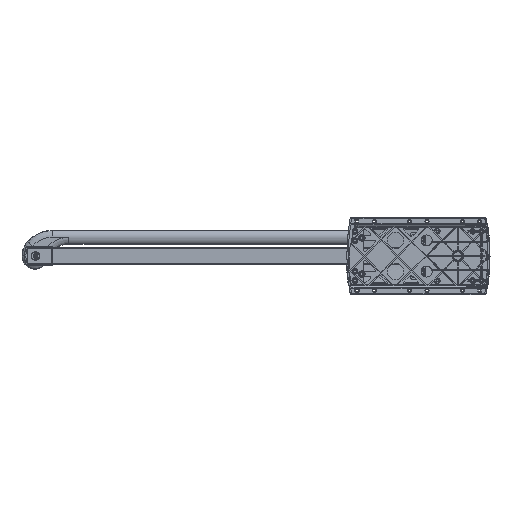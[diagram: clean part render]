
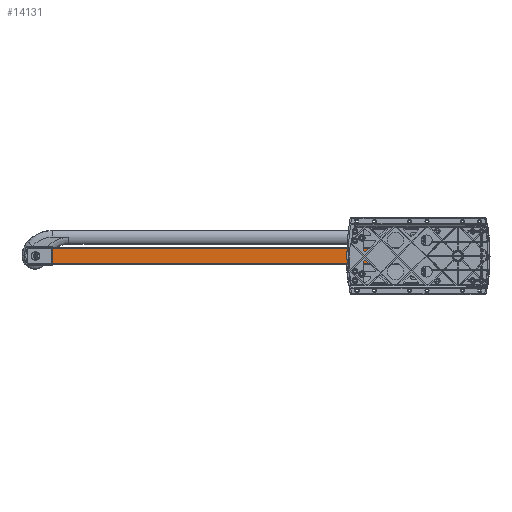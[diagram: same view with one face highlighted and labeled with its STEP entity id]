
A CAD part, left-side view. The second image highlights one B-rep face of the part: STEP entity #14131.
In plain terms, the highlighted face is planar.
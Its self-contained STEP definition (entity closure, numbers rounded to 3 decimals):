
#2454 = DIRECTION ( 'NONE',  ( -1., 0., 0. ) ) ;
#3455 = CARTESIAN_POINT ( 'NONE',  ( -10.4, 5., 38.2 ) ) ;
#3889 = DIRECTION ( 'NONE',  ( 0., -1., 0. ) ) ;
#5022 = ORIENTED_EDGE ( 'NONE', *, *, #52721, .T. ) ;
#5199 = DIRECTION ( 'NONE',  ( -1., 0., 0. ) ) ;
#6333 = VERTEX_POINT ( 'NONE', #17751 ) ;
#7185 = VECTOR ( 'NONE', #43285, 1000. ) ;
#7891 = EDGE_CURVE ( 'NONE', #76729, #24074, #19054, .T. ) ;
#8361 = AXIS2_PLACEMENT_3D ( 'NONE', #44273, #10999, #72007 ) ;
#8982 = DIRECTION ( 'NONE',  ( 0., -1., 0. ) ) ;
#10999 = DIRECTION ( 'NONE',  ( 0., 1., 0. ) ) ;
#11900 = CARTESIAN_POINT ( 'NONE',  ( 3.5, 5., 68.2 ) ) ;
#11967 = VECTOR ( 'NONE', #5199, 1000. ) ;
#12687 = LINE ( 'NONE', #77423, #17947 ) ;
#12735 = DIRECTION ( 'NONE',  ( 0., -1., 0. ) ) ;
#13852 = CIRCLE ( 'NONE', #41982, 3.5 ) ;
#13881 = ORIENTED_EDGE ( 'NONE', *, *, #72658, .T. ) ;
#14131 = ADVANCED_FACE ( 'NONE', ( #86704, #70910, #55032, #22407 ), #67470, .F. ) ;
#16205 = AXIS2_PLACEMENT_3D ( 'NONE', #46832, #40065, #33315 ) ;
#17223 = EDGE_CURVE ( 'NONE', #83002, #24478, #50890, .T. ) ;
#17751 = CARTESIAN_POINT ( 'NONE',  ( 7.5, 5., 805.4 ) ) ;
#17947 = VECTOR ( 'NONE', #37028, 1000. ) ;
#18419 = DIRECTION ( 'NONE',  ( 0., 0., 1. ) ) ;
#18756 = CIRCLE ( 'NONE', #82964, 7.5 ) ;
#18785 = VERTEX_POINT ( 'NONE', #61012 ) ;
#19054 = CIRCLE ( 'NONE', #27629, 3.5 ) ;
#19709 = CARTESIAN_POINT ( 'NONE',  ( 14., 5., 0. ) ) ;
#20309 = CARTESIAN_POINT ( 'NONE',  ( 10.4, 5., 38.2 ) ) ;
#22407 = FACE_OUTER_BOUND ( 'NONE', #65769, .T. ) ;
#22652 = CIRCLE ( 'NONE', #8361, 7.5 ) ;
#23662 = CARTESIAN_POINT ( 'NONE',  ( 0., 5., 38.2 ) ) ;
#24074 = VERTEX_POINT ( 'NONE', #38557 ) ;
#24478 = VERTEX_POINT ( 'NONE', #3455 ) ;
#27236 = EDGE_LOOP ( 'NONE', ( #28695, #68970 ) ) ;
#27629 = AXIS2_PLACEMENT_3D ( 'NONE', #72564, #12735, #32465 ) ;
#28098 = DIRECTION ( 'NONE',  ( 0., 1., 0. ) ) ;
#28695 = ORIENTED_EDGE ( 'NONE', *, *, #58409, .F. ) ;
#30365 = DIRECTION ( 'NONE',  ( 1., 0., 0. ) ) ;
#32465 = DIRECTION ( 'NONE',  ( 1., 0., 0. ) ) ;
#33315 = DIRECTION ( 'NONE',  ( 1., 0., 0. ) ) ;
#33400 = AXIS2_PLACEMENT_3D ( 'NONE', #49309, #8982, #56079 ) ;
#34866 = EDGE_CURVE ( 'NONE', #40611, #18785, #12687, .T. ) ;
#35693 = CARTESIAN_POINT ( 'NONE',  ( 14., 5., 820. ) ) ;
#36536 = EDGE_CURVE ( 'NONE', #24478, #83002, #63204, .T. ) ;
#36667 = LINE ( 'NONE', #50330, #7185 ) ;
#37028 = DIRECTION ( 'NONE',  ( -1., 0., 0. ) ) ;
#37944 = VERTEX_POINT ( 'NONE', #42809 ) ;
#38174 = ORIENTED_EDGE ( 'NONE', *, *, #34866, .F. ) ;
#38557 = CARTESIAN_POINT ( 'NONE',  ( -3.5, 5., 68.2 ) ) ;
#39454 = EDGE_LOOP ( 'NONE', ( #57354, #72327 ) ) ;
#40065 = DIRECTION ( 'NONE',  ( 0., -1., 0. ) ) ;
#40611 = VERTEX_POINT ( 'NONE', #35693 ) ;
#41437 = ORIENTED_EDGE ( 'NONE', *, *, #17223, .T. ) ;
#41982 = AXIS2_PLACEMENT_3D ( 'NONE', #65275, #85609, #52283 ) ;
#42809 = CARTESIAN_POINT ( 'NONE',  ( -7.5, 5., 805.4 ) ) ;
#42904 = AXIS2_PLACEMENT_3D ( 'NONE', #23662, #3889, #30365 ) ;
#43285 = DIRECTION ( 'NONE',  ( 0., 0., -1. ) ) ;
#43530 = ORIENTED_EDGE ( 'NONE', *, *, #76634, .T. ) ;
#44273 = CARTESIAN_POINT ( 'NONE',  ( 0., 5., 805.4 ) ) ;
#46832 = CARTESIAN_POINT ( 'NONE',  ( 15., 5., 820. ) ) ;
#48767 = LINE ( 'NONE', #85604, #11967 ) ;
#49309 = CARTESIAN_POINT ( 'NONE',  ( 0., 5., 38.2 ) ) ;
#50330 = CARTESIAN_POINT ( 'NONE',  ( 14., 5., 820. ) ) ;
#50890 = CIRCLE ( 'NONE', #42904, 10.4 ) ;
#52274 = CARTESIAN_POINT ( 'NONE',  ( -14., 5., 0. ) ) ;
#52283 = DIRECTION ( 'NONE',  ( 1., 0., 0. ) ) ;
#52528 = CARTESIAN_POINT ( 'NONE',  ( -14., 5., 820. ) ) ;
#52721 = EDGE_CURVE ( 'NONE', #40611, #81337, #36667, .T. ) ;
#53518 = LINE ( 'NONE', #52528, #67249 ) ;
#55032 = FACE_BOUND ( 'NONE', #58327, .T. ) ;
#56079 = DIRECTION ( 'NONE',  ( 1., 0., 0. ) ) ;
#57354 = ORIENTED_EDGE ( 'NONE', *, *, #7891, .T. ) ;
#58327 = EDGE_LOOP ( 'NONE', ( #41437, #80084 ) ) ;
#58409 = EDGE_CURVE ( 'NONE', #37944, #6333, #22652, .T. ) ;
#61012 = CARTESIAN_POINT ( 'NONE',  ( -14., 5., 820. ) ) ;
#63204 = CIRCLE ( 'NONE', #33400, 10.4 ) ;
#65275 = CARTESIAN_POINT ( 'NONE',  ( 0., 5., 68.2 ) ) ;
#65769 = EDGE_LOOP ( 'NONE', ( #38174, #5022, #13881, #43530 ) ) ;
#67249 = VECTOR ( 'NONE', #18419, 1000. ) ;
#67470 = PLANE ( 'NONE',  #16205 ) ;
#68970 = ORIENTED_EDGE ( 'NONE', *, *, #69219, .F. ) ;
#69219 = EDGE_CURVE ( 'NONE', #6333, #37944, #18756, .T. ) ;
#69796 = VERTEX_POINT ( 'NONE', #52274 ) ;
#70910 = FACE_BOUND ( 'NONE', #39454, .T. ) ;
#72007 = DIRECTION ( 'NONE',  ( -1., 0., 0. ) ) ;
#72327 = ORIENTED_EDGE ( 'NONE', *, *, #82451, .T. ) ;
#72564 = CARTESIAN_POINT ( 'NONE',  ( 0., 5., 68.2 ) ) ;
#72658 = EDGE_CURVE ( 'NONE', #81337, #69796, #48767, .T. ) ;
#76387 = CARTESIAN_POINT ( 'NONE',  ( 0., 5., 805.4 ) ) ;
#76634 = EDGE_CURVE ( 'NONE', #69796, #18785, #53518, .T. ) ;
#76729 = VERTEX_POINT ( 'NONE', #11900 ) ;
#77423 = CARTESIAN_POINT ( 'NONE',  ( 15., 5., 820. ) ) ;
#80084 = ORIENTED_EDGE ( 'NONE', *, *, #36536, .T. ) ;
#81337 = VERTEX_POINT ( 'NONE', #19709 ) ;
#82451 = EDGE_CURVE ( 'NONE', #24074, #76729, #13852, .T. ) ;
#82964 = AXIS2_PLACEMENT_3D ( 'NONE', #76387, #28098, #2454 ) ;
#83002 = VERTEX_POINT ( 'NONE', #20309 ) ;
#85604 = CARTESIAN_POINT ( 'NONE',  ( 15., 5., 0. ) ) ;
#85609 = DIRECTION ( 'NONE',  ( 0., -1., 0. ) ) ;
#86704 = FACE_BOUND ( 'NONE', #27236, .T. ) ;
